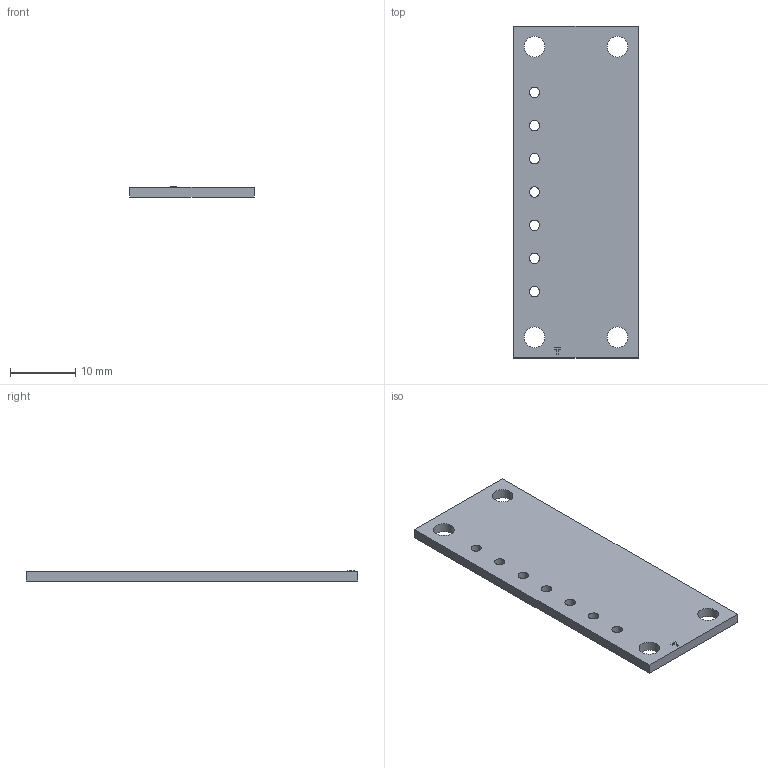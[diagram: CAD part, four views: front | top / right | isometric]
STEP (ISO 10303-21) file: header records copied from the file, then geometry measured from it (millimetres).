
FILE_DESCRIPTION(/* description */ (''),/* implementation_level */ '2;1');
FILE_NAME(/* name */ '600-2010-834',/* time_stamp */ '2000-02-07T08:55:30-06:00',/* author */ (''),/* organization */ (''),/* preprocessor_version */ 'ST-DEVELOPER 1.6',/* originating_system */ 'UNIGRAPHICS SOLUTIONS - UNIGRAPHICS 15.0',/* authorisation */ '');
FILE_SCHEMA (('CONFIG_CONTROL_DESIGN'));
Length unit declared in the file: inch
Products named in the file (1): 600-2010-834
Bounding box: 19.05 x 50.8 x 1.55 mm (x, y, z)
Volume: 1405.5 mm3; surface area: 2171.4 mm2
Topology: 1 solids, 1 shells, 26 faces, 80 edges, 57 vertices
Faces by surface type: plane 15, cylinder 11
Full cylindrical faces by diameter (mm): 1.587 x7, 3.175 x4
Entity records: 892 total; most frequent: DIRECTION 134, CARTESIAN_POINT 131, ORIENTED_EDGE 116, EDGE_LOOP 60, FACE_BOUND 60, EDGE_CURVE 58, AXIS2_PLACEMENT_3D 49, VERTEX_POINT 46
